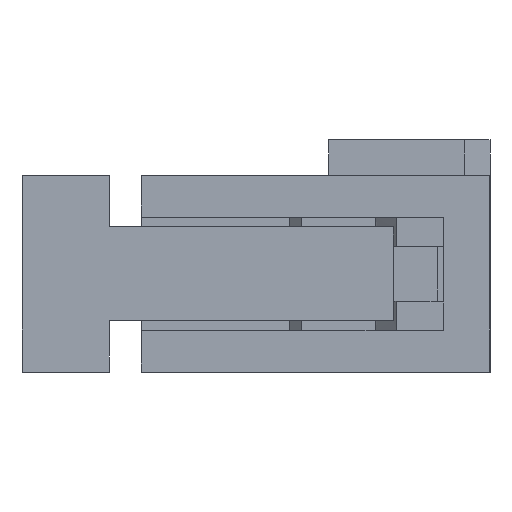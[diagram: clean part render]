
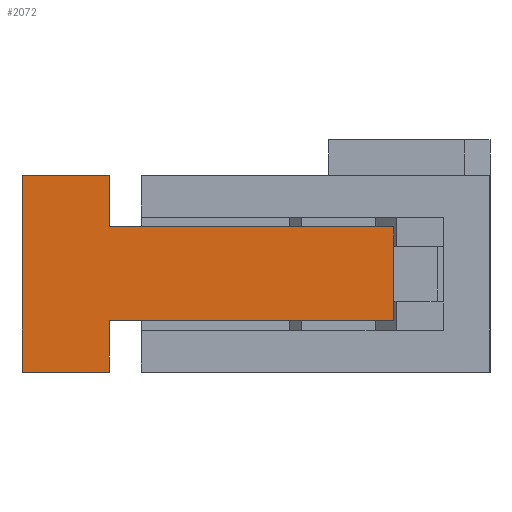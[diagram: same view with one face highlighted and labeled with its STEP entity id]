
A CAD part, left-side view. The second image highlights one B-rep face of the part: STEP entity #2072.
In plain terms, the highlighted planar face has unit normal (-1, 0, 0).
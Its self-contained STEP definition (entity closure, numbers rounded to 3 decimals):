
#2072=ADVANCED_FACE('',(#3036),#2555,.T.);
#2555=PLANE('',#11792);
#3036=FACE_OUTER_BOUND('',#3515,.T.);
#3515=EDGE_LOOP('',(#5391,#5392,#5393,#5394,#5395,#5396,#5397,#5398));
#5391=ORIENTED_EDGE('',*,*,#8483,.T.);
#5392=ORIENTED_EDGE('',*,*,#8484,.T.);
#5393=ORIENTED_EDGE('',*,*,#8481,.T.);
#5394=ORIENTED_EDGE('',*,*,#8485,.T.);
#5395=ORIENTED_EDGE('',*,*,#8486,.T.);
#5396=ORIENTED_EDGE('',*,*,#8401,.T.);
#5397=ORIENTED_EDGE('',*,*,#8487,.F.);
#5398=ORIENTED_EDGE('',*,*,#8400,.T.);
#7157=VERTEX_POINT('',#16354);
#7158=VERTEX_POINT('',#16356);
#7159=VERTEX_POINT('',#16360);
#7160=VERTEX_POINT('',#16361);
#7215=VERTEX_POINT('',#16530);
#7216=VERTEX_POINT('',#16532);
#7217=VERTEX_POINT('',#16536);
#7218=VERTEX_POINT('',#16539);
#8400=EDGE_CURVE('',#7157,#7158,#9755,.T.);
#8401=EDGE_CURVE('',#7159,#7160,#9756,.T.);
#8481=EDGE_CURVE('',#7216,#7215,#9832,.T.);
#8483=EDGE_CURVE('',#7158,#7217,#9834,.T.);
#8484=EDGE_CURVE('',#7217,#7216,#9835,.T.);
#8485=EDGE_CURVE('',#7215,#7218,#9836,.T.);
#8486=EDGE_CURVE('',#7218,#7159,#9837,.T.);
#8487=EDGE_CURVE('',#7157,#7160,#9838,.T.);
#9755=LINE('',#16357,#11092);
#9756=LINE('',#16359,#11093);
#9832=LINE('',#16531,#11169);
#9834=LINE('',#16535,#11171);
#9835=LINE('',#16537,#11172);
#9836=LINE('',#16538,#11173);
#9837=LINE('',#16540,#11174);
#9838=LINE('',#16541,#11175);
#11092=VECTOR('',#13693,1.);
#11093=VECTOR('',#13696,1.);
#11169=VECTOR('',#13818,1.);
#11171=VECTOR('',#13822,1.);
#11172=VECTOR('',#13823,1.);
#11173=VECTOR('',#13824,1.);
#11174=VECTOR('',#13825,1.);
#11175=VECTOR('',#13826,1.);
#11792=AXIS2_PLACEMENT_3D('',#16542,#13827,#13828);
#13693=DIRECTION('',(0.,-1.,0.));
#13696=DIRECTION('',(0.,1.,0.));
#13818=DIRECTION('',(0.,0.,1.));
#13822=DIRECTION('',(0.,0.,1.));
#13823=DIRECTION('',(0.,-1.,0.));
#13824=DIRECTION('',(0.,1.,0.));
#13825=DIRECTION('',(0.,0.,1.));
#13826=DIRECTION('',(0.,0.,1.));
#13827=DIRECTION('',(-1.,0.,0.));
#13828=DIRECTION('',(0.,-1.,0.));
#16354=CARTESIAN_POINT('',(0.,14.5,0.));
#16356=CARTESIAN_POINT('',(0.,11.79,0.));
#16357=CARTESIAN_POINT('',(0.,14.5,0.));
#16359=CARTESIAN_POINT('',(0.,11.79,6.1));
#16360=CARTESIAN_POINT('',(0.,11.79,6.1));
#16361=CARTESIAN_POINT('',(0.,14.5,6.1));
#16530=CARTESIAN_POINT('',(0.,2.99,4.5));
#16531=CARTESIAN_POINT('',(0.,2.99,1.6));
#16532=CARTESIAN_POINT('',(0.,2.99,1.6));
#16535=CARTESIAN_POINT('',(0.,11.79,0.));
#16536=CARTESIAN_POINT('',(0.,11.79,1.6));
#16537=CARTESIAN_POINT('',(0.,11.79,1.6));
#16538=CARTESIAN_POINT('',(0.,2.99,4.5));
#16539=CARTESIAN_POINT('',(0.,11.79,4.5));
#16540=CARTESIAN_POINT('',(0.,11.79,4.5));
#16541=CARTESIAN_POINT('',(0.,14.5,0.));
#16542=CARTESIAN_POINT('',(0.,14.7,-0.2));
